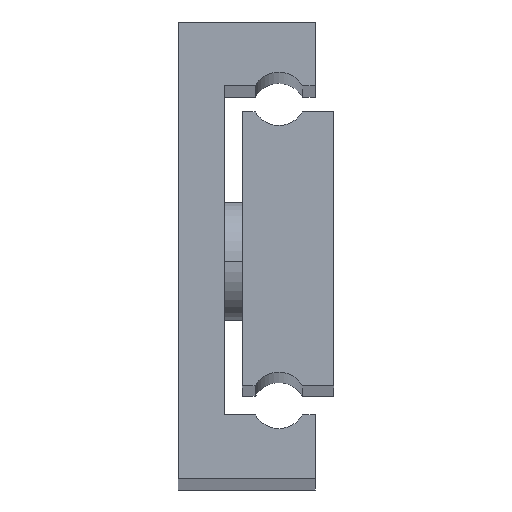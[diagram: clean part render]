
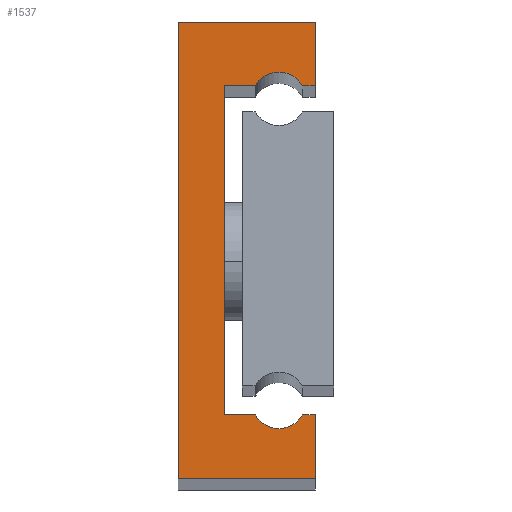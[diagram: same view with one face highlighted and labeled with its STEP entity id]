
A CAD part, top view. The second image highlights one B-rep face of the part: STEP entity #1537.
In plain terms, the highlighted planar face has unit normal (0, 0, 1).
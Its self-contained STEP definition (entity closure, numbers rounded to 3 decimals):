
#5 = DIRECTION ( 'NONE',  ( -1., 0., 0. ) ) ;
#47 = EDGE_CURVE ( 'NONE', #337, #128, #1033, .T. ) ;
#71 = CARTESIAN_POINT ( 'NONE',  ( 15., 7., 350. ) ) ;
#75 = EDGE_CURVE ( 'NONE', #1596, #337, #191, .T. ) ;
#87 = DIRECTION ( 'NONE',  ( 0., 1., 0. ) ) ;
#126 = CARTESIAN_POINT ( 'NONE',  ( 15., 7., 350. ) ) ;
#128 = VERTEX_POINT ( 'NONE', #1700 ) ;
#191 = LINE ( 'NONE', #1352, #279 ) ;
#196 = ORIENTED_EDGE ( 'NONE', *, *, #1466, .T. ) ;
#213 = DIRECTION ( 'NONE',  ( -1., 0., 0. ) ) ;
#251 = AXIS2_PLACEMENT_3D ( 'NONE', #1310, #1140, #1809 ) ;
#272 = VECTOR ( 'NONE', #1667, 1000. ) ;
#279 = VECTOR ( 'NONE', #213, 1000. ) ;
#337 = VERTEX_POINT ( 'NONE', #2132 ) ;
#350 = CARTESIAN_POINT ( 'NONE',  ( 13.598, 43., 350. ) ) ;
#421 = EDGE_CURVE ( 'NONE', #1946, #876, #635, .T. ) ;
#428 = CARTESIAN_POINT ( 'NONE',  ( 15., 43., 350. ) ) ;
#436 = LINE ( 'NONE', #791, #950 ) ;
#450 = VERTEX_POINT ( 'NONE', #350 ) ;
#458 = VECTOR ( 'NONE', #966, 1000. ) ;
#471 = VERTEX_POINT ( 'NONE', #1747 ) ;
#503 = CARTESIAN_POINT ( 'NONE',  ( 8.402, 7., 350. ) ) ;
#516 = FACE_OUTER_BOUND ( 'NONE', #1494, .T. ) ;
#531 = VERTEX_POINT ( 'NONE', #761 ) ;
#536 = VECTOR ( 'NONE', #964, 1000. ) ;
#559 = LINE ( 'NONE', #2006, #1926 ) ;
#564 = ORIENTED_EDGE ( 'NONE', *, *, #1137, .T. ) ;
#580 = DIRECTION ( 'NONE',  ( 0., 0., -1. ) ) ;
#625 = CARTESIAN_POINT ( 'NONE',  ( 15., 43., 350. ) ) ;
#635 = LINE ( 'NONE', #1313, #458 ) ;
#667 = LINE ( 'NONE', #1638, #1516 ) ;
#688 = DIRECTION ( 'NONE',  ( -1., 0., 0. ) ) ;
#718 = CARTESIAN_POINT ( 'NONE',  ( 5., 43., 350. ) ) ;
#750 = VECTOR ( 'NONE', #759, 1000. ) ;
#759 = DIRECTION ( 'NONE',  ( 1., 0., 0. ) ) ;
#761 = CARTESIAN_POINT ( 'NONE',  ( 5., 7., 350. ) ) ;
#781 = CARTESIAN_POINT ( 'NONE',  ( 13.598, 7., 350. ) ) ;
#791 = CARTESIAN_POINT ( 'NONE',  ( 5., 7., 350. ) ) ;
#820 = ORIENTED_EDGE ( 'NONE', *, *, #1739, .T. ) ;
#841 = DIRECTION ( 'NONE',  ( -1., 0., 0. ) ) ;
#847 = CARTESIAN_POINT ( 'NONE',  ( 11., 41.5, 350. ) ) ;
#868 = ORIENTED_EDGE ( 'NONE', *, *, #421, .T. ) ;
#876 = VERTEX_POINT ( 'NONE', #71 ) ;
#882 = AXIS2_PLACEMENT_3D ( 'NONE', #847, #580, #688 ) ;
#920 = EDGE_CURVE ( 'NONE', #1449, #531, #559, .T. ) ;
#950 = VECTOR ( 'NONE', #87, 1000. ) ;
#957 = PLANE ( 'NONE',  #251 ) ;
#964 = DIRECTION ( 'NONE',  ( 1., 0., 0. ) ) ;
#966 = DIRECTION ( 'NONE',  ( 0., 1., 0. ) ) ;
#973 = CARTESIAN_POINT ( 'NONE',  ( 8.402, 43., 350. ) ) ;
#990 = LINE ( 'NONE', #126, #1824 ) ;
#1007 = LINE ( 'NONE', #1802, #2156 ) ;
#1033 = LINE ( 'NONE', #2028, #272 ) ;
#1121 = CIRCLE ( 'NONE', #1412, 3. ) ;
#1137 = EDGE_CURVE ( 'NONE', #128, #1946, #1007, .T. ) ;
#1140 = DIRECTION ( 'NONE',  ( 0., 0., -1. ) ) ;
#1148 = EDGE_CURVE ( 'NONE', #471, #450, #1755, .T. ) ;
#1290 = EDGE_CURVE ( 'NONE', #450, #1308, #1603, .T. ) ;
#1299 = DIRECTION ( 'NONE',  ( 0., 0., -1. ) ) ;
#1307 = VERTEX_POINT ( 'NONE', #781 ) ;
#1308 = VERTEX_POINT ( 'NONE', #428 ) ;
#1310 = CARTESIAN_POINT ( 'NONE',  ( 11., 41.5, 350. ) ) ;
#1313 = CARTESIAN_POINT ( 'NONE',  ( 15., 0., 350. ) ) ;
#1352 = CARTESIAN_POINT ( 'NONE',  ( 0., 50., 350. ) ) ;
#1398 = EDGE_CURVE ( 'NONE', #1307, #1449, #1121, .T. ) ;
#1412 = AXIS2_PLACEMENT_3D ( 'NONE', #1454, #1299, #1576 ) ;
#1413 = EDGE_CURVE ( 'NONE', #1678, #471, #1648, .T. ) ;
#1437 = ORIENTED_EDGE ( 'NONE', *, *, #1472, .T. ) ;
#1438 = ORIENTED_EDGE ( 'NONE', *, *, #920, .T. ) ;
#1449 = VERTEX_POINT ( 'NONE', #503 ) ;
#1454 = CARTESIAN_POINT ( 'NONE',  ( 11., 8.5, 350. ) ) ;
#1466 = EDGE_CURVE ( 'NONE', #1308, #1596, #667, .T. ) ;
#1472 = EDGE_CURVE ( 'NONE', #876, #1307, #990, .T. ) ;
#1494 = EDGE_LOOP ( 'NONE', ( #1575, #564, #868, #1437, #2001, #1438, #820, #1749, #1779, #1715, #196, #2096 ) ) ;
#1516 = VECTOR ( 'NONE', #2128, 1000. ) ;
#1524 = CARTESIAN_POINT ( 'NONE',  ( 15., 50., 350. ) ) ;
#1537 = ADVANCED_FACE ( 'NONE', ( #516 ), #957, .F. ) ;
#1575 = ORIENTED_EDGE ( 'NONE', *, *, #47, .T. ) ;
#1576 = DIRECTION ( 'NONE',  ( 1., 0., 0. ) ) ;
#1596 = VERTEX_POINT ( 'NONE', #1524 ) ;
#1603 = LINE ( 'NONE', #625, #750 ) ;
#1638 = CARTESIAN_POINT ( 'NONE',  ( 15., 50., 350. ) ) ;
#1648 = LINE ( 'NONE', #973, #536 ) ;
#1667 = DIRECTION ( 'NONE',  ( 0., -1., 0. ) ) ;
#1678 = VERTEX_POINT ( 'NONE', #718 ) ;
#1700 = CARTESIAN_POINT ( 'NONE',  ( 0., 0., 350. ) ) ;
#1715 = ORIENTED_EDGE ( 'NONE', *, *, #1290, .T. ) ;
#1739 = EDGE_CURVE ( 'NONE', #531, #1678, #436, .T. ) ;
#1747 = CARTESIAN_POINT ( 'NONE',  ( 8.402, 43., 350. ) ) ;
#1749 = ORIENTED_EDGE ( 'NONE', *, *, #1413, .T. ) ;
#1755 = CIRCLE ( 'NONE', #882, 3. ) ;
#1779 = ORIENTED_EDGE ( 'NONE', *, *, #1148, .T. ) ;
#1802 = CARTESIAN_POINT ( 'NONE',  ( 0., 0., 350. ) ) ;
#1809 = DIRECTION ( 'NONE',  ( -1., 0., 0. ) ) ;
#1824 = VECTOR ( 'NONE', #841, 1000. ) ;
#1827 = DIRECTION ( 'NONE',  ( 1., 0., 0. ) ) ;
#1926 = VECTOR ( 'NONE', #5, 1000. ) ;
#1946 = VERTEX_POINT ( 'NONE', #2141 ) ;
#2001 = ORIENTED_EDGE ( 'NONE', *, *, #1398, .T. ) ;
#2006 = CARTESIAN_POINT ( 'NONE',  ( 8.402, 7., 350. ) ) ;
#2028 = CARTESIAN_POINT ( 'NONE',  ( 0., 0., 350. ) ) ;
#2096 = ORIENTED_EDGE ( 'NONE', *, *, #75, .T. ) ;
#2128 = DIRECTION ( 'NONE',  ( 0., 1., 0. ) ) ;
#2132 = CARTESIAN_POINT ( 'NONE',  ( 0., 50., 350. ) ) ;
#2141 = CARTESIAN_POINT ( 'NONE',  ( 15., 0., 350. ) ) ;
#2156 = VECTOR ( 'NONE', #1827, 1000. ) ;
